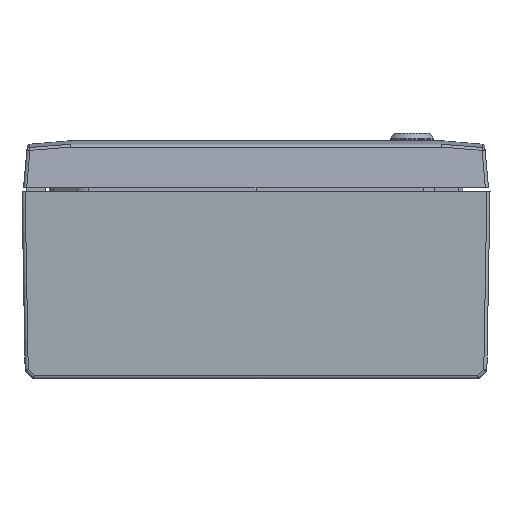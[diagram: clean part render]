
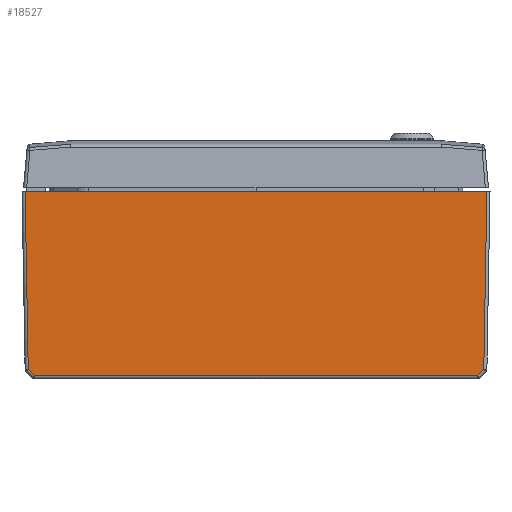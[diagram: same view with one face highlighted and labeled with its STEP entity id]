
A CAD part, front view. The second image highlights one B-rep face of the part: STEP entity #18527.
In plain terms, the highlighted planar face has unit normal (0, -1, -0.018).
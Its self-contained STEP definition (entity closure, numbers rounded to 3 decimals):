
#436 = VERTEX_POINT ( 'NONE', #7918 ) ;
#980 = CARTESIAN_POINT ( 'NONE',  ( 142.077, -197.94, -118.035 ) ) ;
#1274 = DIRECTION ( 'NONE',  ( 0., 0.017, -1. ) ) ;
#1689 = CARTESIAN_POINT ( 'NONE',  ( -150., -197.94, -118.035 ) ) ;
#2174 = VECTOR ( 'NONE', #19239, 1000. ) ;
#2478 = VERTEX_POINT ( 'NONE', #58065 ) ;
#4809 = VERTEX_POINT ( 'NONE', #31807 ) ;
#7918 = CARTESIAN_POINT ( 'NONE',  ( -142.077, -197.94, -118.035 ) ) ;
#11496 = DIRECTION ( 'NONE',  ( 0., -1., -0.017 ) ) ;
#13173 = ORIENTED_EDGE ( 'NONE', *, *, #29759, .T. ) ;
#13270 = EDGE_CURVE ( 'NONE', #30530, #436, #45072, .T. ) ;
#15780 = CARTESIAN_POINT ( 'NONE',  ( -150., -200., 0. ) ) ;
#16105 = FACE_OUTER_BOUND ( 'NONE', #59839, .T. ) ;
#16474 = LINE ( 'NONE', #22405, #41414 ) ;
#17772 = VECTOR ( 'NONE', #18256, 1000. ) ;
#18152 = EDGE_CURVE ( 'NONE', #436, #41503, #50265, .T. ) ;
#18256 = DIRECTION ( 'NONE',  ( 1., 0., 0. ) ) ;
#18527 = ADVANCED_FACE ( 'NONE', ( #16105 ), #26021, .T. ) ;
#19239 = DIRECTION ( 'NONE',  ( 0.017, -0.017, 1. ) ) ;
#22405 = CARTESIAN_POINT ( 'NONE',  ( -148.001, -200.001, 0.035 ) ) ;
#23076 = VECTOR ( 'NONE', #54595, 1000. ) ;
#23207 = CARTESIAN_POINT ( 'NONE',  ( -150., -200., 0. ) ) ;
#26021 = PLANE ( 'NONE',  #63641 ) ;
#28824 = LINE ( 'NONE', #43713, #23076 ) ;
#29759 = EDGE_CURVE ( 'NONE', #41503, #4809, #28824, .T. ) ;
#30530 = VERTEX_POINT ( 'NONE', #43477 ) ;
#31807 = CARTESIAN_POINT ( 'NONE',  ( 146.009, -198.008, -114.103 ) ) ;
#36366 = ORIENTED_EDGE ( 'NONE', *, *, #38200, .F. ) ;
#38200 = EDGE_CURVE ( 'NONE', #57653, #2478, #63528, .T. ) ;
#40067 = LINE ( 'NONE', #60860, #2174 ) ;
#40488 = DIRECTION ( 'NONE',  ( 0.707, 0.012, -0.707 ) ) ;
#41414 = VECTOR ( 'NONE', #52181, 1000. ) ;
#41503 = VERTEX_POINT ( 'NONE', #980 ) ;
#42379 = VECTOR ( 'NONE', #40488, 1000. ) ;
#42461 = EDGE_CURVE ( 'NONE', #4809, #2478, #40067, .T. ) ;
#43477 = CARTESIAN_POINT ( 'NONE',  ( -146.009, -198.008, -114.103 ) ) ;
#43713 = CARTESIAN_POINT ( 'NONE',  ( 55.087, -196.421, -205.025 ) ) ;
#44826 = ORIENTED_EDGE ( 'NONE', *, *, #50829, .T. ) ;
#45072 = LINE ( 'NONE', #60621, #42379 ) ;
#50265 = LINE ( 'NONE', #1689, #51997 ) ;
#50829 = EDGE_CURVE ( 'NONE', #57653, #30530, #16474, .T. ) ;
#51997 = VECTOR ( 'NONE', #62787, 1000. ) ;
#52181 = DIRECTION ( 'NONE',  ( 0.017, 0.017, -1. ) ) ;
#54595 = DIRECTION ( 'NONE',  ( 0.707, -0.012, 0.707 ) ) ;
#56173 = ORIENTED_EDGE ( 'NONE', *, *, #18152, .T. ) ;
#57653 = VERTEX_POINT ( 'NONE', #64106 ) ;
#58065 = CARTESIAN_POINT ( 'NONE',  ( 148., -200., 0. ) ) ;
#59308 = ORIENTED_EDGE ( 'NONE', *, *, #13270, .T. ) ;
#59839 = EDGE_LOOP ( 'NONE', ( #13173, #63628, #36366, #44826, #59308, #56173 ) ) ;
#60621 = CARTESIAN_POINT ( 'NONE',  ( -205.064, -199.039, -55.048 ) ) ;
#60860 = CARTESIAN_POINT ( 'NONE',  ( 147.91, -199.909, -5.198 ) ) ;
#62787 = DIRECTION ( 'NONE',  ( 1., 0., 0. ) ) ;
#63528 = LINE ( 'NONE', #23207, #17772 ) ;
#63628 = ORIENTED_EDGE ( 'NONE', *, *, #42461, .T. ) ;
#63641 = AXIS2_PLACEMENT_3D ( 'NONE', #15780, #11496, #1274 ) ;
#64106 = CARTESIAN_POINT ( 'NONE',  ( -148., -200., 0. ) ) ;
